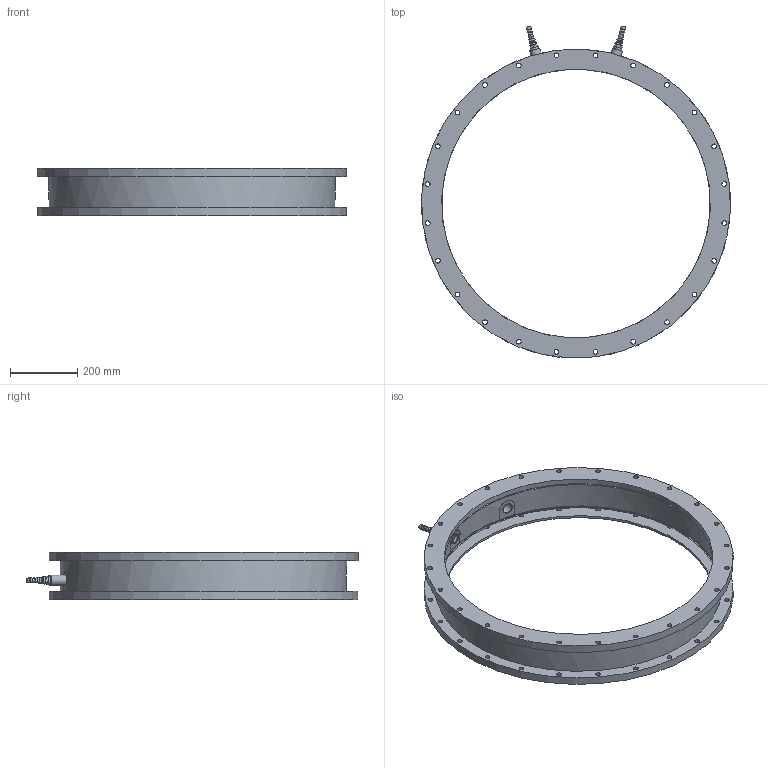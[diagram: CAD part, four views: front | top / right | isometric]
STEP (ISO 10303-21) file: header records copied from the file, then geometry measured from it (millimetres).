
FILE_DESCRIPTION(('STEP AP242'), '1');
FILE_NAME('ËÏ-800 ïîâåðõíîñòÿìè', '2024-11-27T11:13:38', (''), (''), 'C3D Converter', 'C3D Toolkit', '');
FILE_SCHEMA(('AP242_MANAGED_MODEL_BASED_3D_ENGINEERING_MIM_LF { 1 0 10303 442 1 1 4 }'));
Length unit declared in the file: millimetre
Bounding box: 919.14 x 988.06 x 140 mm (x, y, z)
Surface area: 1125582.6 mm2 (no closed solid volume)
Topology: 0 solids, 13 shells, 166 faces, 445 edges, 294 vertices
Faces by surface type: cylinder 92, plane 46, cone 22, torus 6
Full cylindrical faces by diameter (mm): 9.5 x2, 14 x50, 15 x2, 17.33 x2, 21.5 x2, 25 x4, 25.1 x1, 27 x1, 31 x2, 800 x2, 852 x1, 853 x2, 920 x2
Entity records: 5371 total; most frequent: CARTESIAN_POINT 1212, DIRECTION 906, ORIENTED_EDGE 616, AXIS2_PLACEMENT_3D 398, EDGE_LOOP 385, EDGE_CURVE 344, VERTEX_POINT 294, CIRCLE 231
